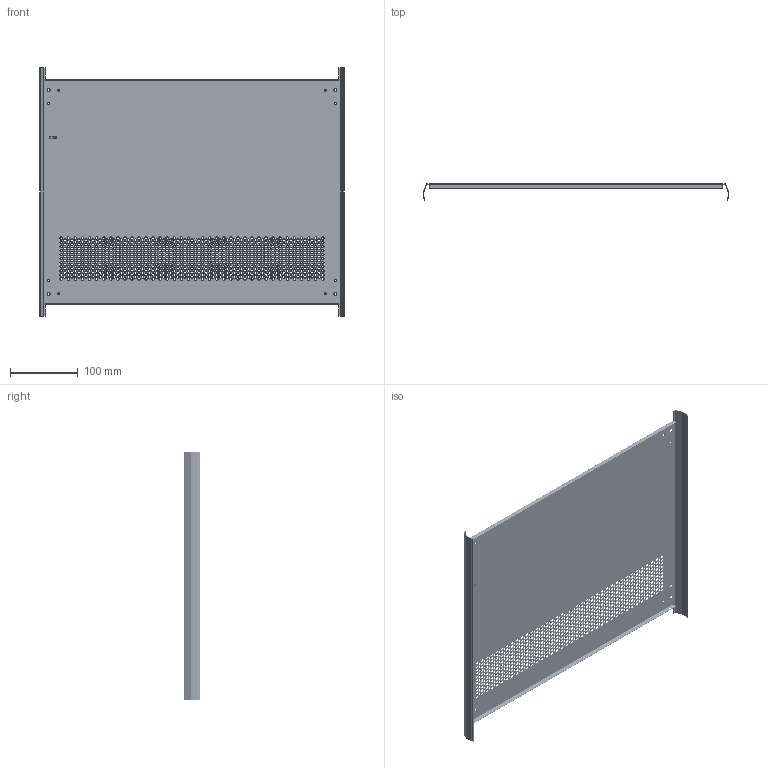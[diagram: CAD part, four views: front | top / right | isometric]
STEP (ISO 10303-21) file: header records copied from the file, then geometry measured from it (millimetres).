
FILE_DESCRIPTION((''),'2;1');
FILE_NAME('P00455XXMRXX_365','2014-09-05T',('wkoerber'),(''),'PRO/ENGINEER BY PARAMETRIC TECHNOLOGY CORPORATION, 2010160','PRO/ENGINEER BY PARAMETRIC TECHNOLOGY CORPORATION, 2010160','');
FILE_SCHEMA(('AUTOMOTIVE_DESIGN { 1 0 10303 214 1 1 1 1 }'));
Length unit declared in the file: millimetre
Products named in the file (1): P00455XXMRXX_365
Bounding box: 449 x 23.5 x 365.4 mm (x, y, z)
Volume: 111307.1 mm3; surface area: 326381.6 mm2
Topology: 2 solids, 2 shells, 1720 faces, 5060 edges, 3336 vertices
Faces by surface type: cylinder 1622, plane 90, cone 8
Entity records: 62438 total; most frequent: DIRECTION 11760, CARTESIAN_POINT 10125, ORIENTED_EDGE 10120, EDGE_CURVE 5060, AXIS2_PLACEMENT_3D 4980, VERTEX_POINT 3344, EDGE_LOOP 3328, CIRCLE 3260
